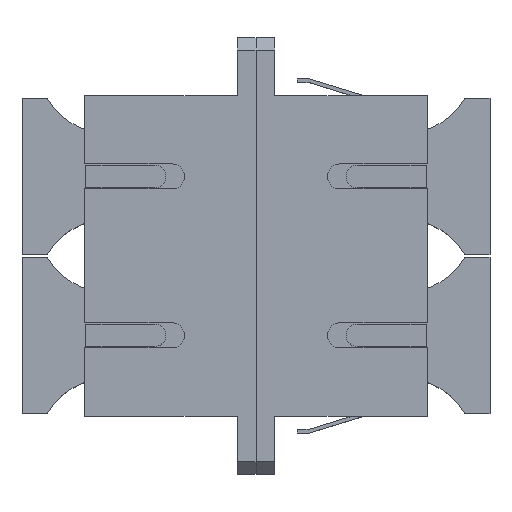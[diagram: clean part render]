
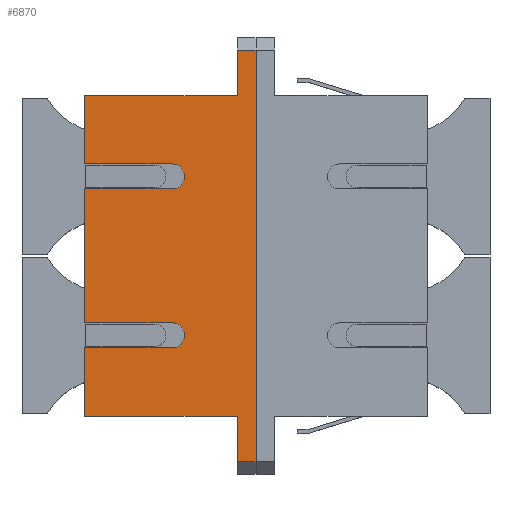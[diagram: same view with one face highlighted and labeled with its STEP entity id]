
A CAD part, top view. The second image highlights one B-rep face of the part: STEP entity #6870.
In plain terms, the highlighted planar face has unit normal (0, 0, 1).
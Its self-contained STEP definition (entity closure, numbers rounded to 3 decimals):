
#26 = VECTOR ( 'NONE', #2911, 1000. ) ;
#62 = AXIS2_PLACEMENT_3D ( 'NONE', #3075, #8029, #3793 ) ;
#69 = CARTESIAN_POINT ( 'NONE',  ( -13.7, 12.8, 4.65 ) ) ;
#121 = CARTESIAN_POINT ( 'NONE',  ( -13.7, 16.45, 4.65 ) ) ;
#148 = DIRECTION ( 'NONE',  ( 1., 0., 0. ) ) ;
#171 = VECTOR ( 'NONE', #4407, 1000. ) ;
#175 = DIRECTION ( 'NONE',  ( 0., -1., 0. ) ) ;
#209 = EDGE_CURVE ( 'NONE', #2251, #2006, #6322, .T. ) ;
#250 = LINE ( 'NONE', #758, #26 ) ;
#382 = CARTESIAN_POINT ( 'NONE',  ( 0., -12.8, 4.65 ) ) ;
#405 = ORIENTED_EDGE ( 'NONE', *, *, #5181, .F. ) ;
#585 = CARTESIAN_POINT ( 'NONE',  ( -13.7, -12.8, 4.65 ) ) ;
#712 = DIRECTION ( 'NONE',  ( 0., 0., 1. ) ) ;
#747 = CARTESIAN_POINT ( 'NONE',  ( -13.7, 5.35, 4.65 ) ) ;
#758 = CARTESIAN_POINT ( 'NONE',  ( -13.7, -5.35, 4.65 ) ) ;
#813 = CARTESIAN_POINT ( 'NONE',  ( -13.7, -12.8, 4.65 ) ) ;
#827 = VECTOR ( 'NONE', #851, 1000. ) ;
#851 = DIRECTION ( 'NONE',  ( -1., 0., 0. ) ) ;
#1060 = VECTOR ( 'NONE', #4679, 1000. ) ;
#1086 = LINE ( 'NONE', #9144, #6742 ) ;
#1094 = VERTEX_POINT ( 'NONE', #7572 ) ;
#1186 = EDGE_CURVE ( 'NONE', #1654, #2201, #1770, .T. ) ;
#1271 = DIRECTION ( 'NONE',  ( 1., 0., 0. ) ) ;
#1289 = LINE ( 'NONE', #382, #1060 ) ;
#1372 = EDGE_CURVE ( 'NONE', #3197, #6881, #3976, .T. ) ;
#1375 = DIRECTION ( 'NONE',  ( 0., -1., 0. ) ) ;
#1540 = DIRECTION ( 'NONE',  ( 1., 0., 0. ) ) ;
#1542 = VECTOR ( 'NONE', #5729, 1000. ) ;
#1654 = VERTEX_POINT ( 'NONE', #4761 ) ;
#1658 = ORIENTED_EDGE ( 'NONE', *, *, #3564, .T. ) ;
#1704 = VERTEX_POINT ( 'NONE', #3380 ) ;
#1717 = AXIS2_PLACEMENT_3D ( 'NONE', #4980, #712, #5708 ) ;
#1762 = ORIENTED_EDGE ( 'NONE', *, *, #209, .F. ) ;
#1770 = LINE ( 'NONE', #585, #9054 ) ;
#2006 = VERTEX_POINT ( 'NONE', #5881 ) ;
#2057 = CARTESIAN_POINT ( 'NONE',  ( -13.7, 5.35, 4.65 ) ) ;
#2146 = AXIS2_PLACEMENT_3D ( 'NONE', #813, #5798, #1540 ) ;
#2170 = CIRCLE ( 'NONE', #6864, 1. ) ;
#2191 = VECTOR ( 'NONE', #6269, 1000. ) ;
#2201 = VERTEX_POINT ( 'NONE', #7816 ) ;
#2251 = VERTEX_POINT ( 'NONE', #69 ) ;
#2301 = CARTESIAN_POINT ( 'NONE',  ( 0., -16.45, 4.65 ) ) ;
#2328 = EDGE_CURVE ( 'NONE', #7957, #8183, #5427, .T. ) ;
#2327 = VECTOR ( 'NONE', #3283, 1000. ) ;
#2381 = EDGE_CURVE ( 'NONE', #2251, #6881, #4977, .T. ) ;
#2481 = LINE ( 'NONE', #7748, #5821 ) ;
#2603 = EDGE_CURVE ( 'NONE', #6473, #3308, #1086, .T. ) ;
#2707 = LINE ( 'NONE', #121, #827 ) ;
#2864 = ORIENTED_EDGE ( 'NONE', *, *, #2381, .T. ) ;
#2911 = DIRECTION ( 'NONE',  ( -1., 0., 0. ) ) ;
#3007 = CARTESIAN_POINT ( 'NONE',  ( -13.7, 7.35, 4.65 ) ) ;
#3075 = CARTESIAN_POINT ( 'NONE',  ( -6.7, 6.35, 4.65 ) ) ;
#3102 = CARTESIAN_POINT ( 'NONE',  ( -6.7, -5.35, 4.65 ) ) ;
#3197 = VERTEX_POINT ( 'NONE', #8451 ) ;
#3251 = CARTESIAN_POINT ( 'NONE',  ( -13.7, 12.8, 4.65 ) ) ;
#3270 = EDGE_CURVE ( 'NONE', #7618, #7957, #8406, .T. ) ;
#3283 = DIRECTION ( 'NONE',  ( 1., 0., 0. ) ) ;
#3308 = VERTEX_POINT ( 'NONE', #5046 ) ;
#3380 = CARTESIAN_POINT ( 'NONE',  ( -1.5, 16.45, 4.65 ) ) ;
#3483 = AXIS2_PLACEMENT_3D ( 'NONE', #8679, #4451, #148 ) ;
#3564 = EDGE_CURVE ( 'NONE', #2201, #7301, #4077, .T. ) ;
#3583 = VERTEX_POINT ( 'NONE', #7677 ) ;
#3743 = CIRCLE ( 'NONE', #3483, 1. ) ;
#3742 = CARTESIAN_POINT ( 'NONE',  ( -1.5, -17.45, 4.65 ) ) ;
#3793 = DIRECTION ( 'NONE',  ( -1., 0., 0. ) ) ;
#3795 = CARTESIAN_POINT ( 'NONE',  ( -6.7, -6.35, 4.65 ) ) ;
#3822 = EDGE_CURVE ( 'NONE', #3583, #3931, #3743, .T. ) ;
#3931 = VERTEX_POINT ( 'NONE', #3102 ) ;
#3976 = LINE ( 'NONE', #3007, #171 ) ;
#3984 = ORIENTED_EDGE ( 'NONE', *, *, #2603, .F. ) ;
#4077 = LINE ( 'NONE', #6238, #2191 ) ;
#4085 = VERTEX_POINT ( 'NONE', #6827 ) ;
#4161 = VECTOR ( 'NONE', #175, 1000. ) ;
#4226 = EDGE_CURVE ( 'NONE', #7618, #1094, #6064, .T. ) ;
#4291 = EDGE_CURVE ( 'NONE', #8183, #3197, #5401, .T. ) ;
#4401 = CARTESIAN_POINT ( 'NONE',  ( -13.7, 7.35, 4.65 ) ) ;
#4407 = DIRECTION ( 'NONE',  ( -1., 0., 0. ) ) ;
#4411 = VECTOR ( 'NONE', #6320, 1000. ) ;
#4451 = DIRECTION ( 'NONE',  ( 0., 0., 1. ) ) ;
#4515 = DIRECTION ( 'NONE',  ( 1., 0., 0. ) ) ;
#4536 = EDGE_CURVE ( 'NONE', #4085, #5154, #1289, .T. ) ;
#4577 = DIRECTION ( 'NONE',  ( 0., -1., 0. ) ) ;
#4679 = DIRECTION ( 'NONE',  ( 0., -1., 0. ) ) ;
#4761 = CARTESIAN_POINT ( 'NONE',  ( -13.7, -12.8, 4.65 ) ) ;
#4809 = CARTESIAN_POINT ( 'NONE',  ( -13.7, -16.45, 4.65 ) ) ;
#4935 = DIRECTION ( 'NONE',  ( 1., 0., 0. ) ) ;
#4977 = LINE ( 'NONE', #7365, #8748 ) ;
#4980 = CARTESIAN_POINT ( 'NONE',  ( -6.7, 6.35, 4.65 ) ) ;
#4982 = ORIENTED_EDGE ( 'NONE', *, *, #6488, .T. ) ;
#5046 = CARTESIAN_POINT ( 'NONE',  ( -6.7, -7.35, 4.65 ) ) ;
#5080 = PLANE ( 'NONE',  #2146 ) ;
#5154 = VERTEX_POINT ( 'NONE', #2301 ) ;
#5177 = VECTOR ( 'NONE', #1271, 1000. ) ;
#5181 = EDGE_CURVE ( 'NONE', #3308, #3583, #2170, .T. ) ;
#5316 = EDGE_LOOP ( 'NONE', ( #5545, #9062, #8644, #6546, #8186, #7973, #6092, #405, #3984, #9172, #7303, #1658, #8844, #8749, #9048, #4982, #1762, #2864 ) ) ;
#5401 = CIRCLE ( 'NONE', #1717, 1. ) ;
#5427 = CIRCLE ( 'NONE', #62, 1. ) ;
#5475 = EDGE_CURVE ( 'NONE', #7301, #5154, #8918, .T. ) ;
#5527 = CARTESIAN_POINT ( 'NONE',  ( -5.7, 6.35, 4.65 ) ) ;
#5545 = ORIENTED_EDGE ( 'NONE', *, *, #1372, .F. ) ;
#5658 = EDGE_CURVE ( 'NONE', #3931, #1094, #250, .T. ) ;
#5708 = DIRECTION ( 'NONE',  ( -1., 0., 0. ) ) ;
#5729 = DIRECTION ( 'NONE',  ( 1., 0., 0. ) ) ;
#5798 = DIRECTION ( 'NONE',  ( 0., 0., 1. ) ) ;
#5821 = VECTOR ( 'NONE', #1375, 1000. ) ;
#5881 = CARTESIAN_POINT ( 'NONE',  ( -1.5, 12.8, 4.65 ) ) ;
#6001 = CARTESIAN_POINT ( 'NONE',  ( -6.7, 5.35, 4.65 ) ) ;
#6049 = LINE ( 'NONE', #3742, #4161 ) ;
#6064 = LINE ( 'NONE', #7013, #4411 ) ;
#6092 = ORIENTED_EDGE ( 'NONE', *, *, #3822, .F. ) ;
#6238 = CARTESIAN_POINT ( 'NONE',  ( -1.5, -17.45, 4.65 ) ) ;
#6269 = DIRECTION ( 'NONE',  ( 0., -1., 0. ) ) ;
#6320 = DIRECTION ( 'NONE',  ( 0., -1., 0. ) ) ;
#6322 = LINE ( 'NONE', #3251, #2327 ) ;
#6428 = EDGE_CURVE ( 'NONE', #4085, #1704, #2707, .T. ) ;
#6473 = VERTEX_POINT ( 'NONE', #7273 ) ;
#6488 = EDGE_CURVE ( 'NONE', #1704, #2006, #6049, .T. ) ;
#6546 = ORIENTED_EDGE ( 'NONE', *, *, #3270, .F. ) ;
#6742 = VECTOR ( 'NONE', #4935, 1000. ) ;
#6827 = CARTESIAN_POINT ( 'NONE',  ( 0., 16.45, 4.65 ) ) ;
#6864 = AXIS2_PLACEMENT_3D ( 'NONE', #3795, #8742, #4515 ) ;
#6870 = ADVANCED_FACE ( 'NONE', ( #8361 ), #5080, .T. ) ;
#6881 = VERTEX_POINT ( 'NONE', #4401 ) ;
#7013 = CARTESIAN_POINT ( 'NONE',  ( -13.7, -12.8, 4.65 ) ) ;
#7273 = CARTESIAN_POINT ( 'NONE',  ( -13.7, -7.35, 4.65 ) ) ;
#7301 = VERTEX_POINT ( 'NONE', #9067 ) ;
#7303 = ORIENTED_EDGE ( 'NONE', *, *, #1186, .T. ) ;
#7360 = EDGE_CURVE ( 'NONE', #6473, #1654, #2481, .T. ) ;
#7365 = CARTESIAN_POINT ( 'NONE',  ( -13.7, -12.8, 4.65 ) ) ;
#7572 = CARTESIAN_POINT ( 'NONE',  ( -13.7, -5.35, 4.65 ) ) ;
#7618 = VERTEX_POINT ( 'NONE', #2057 ) ;
#7677 = CARTESIAN_POINT ( 'NONE',  ( -5.7, -6.35, 4.65 ) ) ;
#7748 = CARTESIAN_POINT ( 'NONE',  ( -13.7, -12.8, 4.65 ) ) ;
#7816 = CARTESIAN_POINT ( 'NONE',  ( -1.5, -12.8, 4.65 ) ) ;
#7957 = VERTEX_POINT ( 'NONE', #6001 ) ;
#7973 = ORIENTED_EDGE ( 'NONE', *, *, #5658, .F. ) ;
#8029 = DIRECTION ( 'NONE',  ( 0., 0., 1. ) ) ;
#8183 = VERTEX_POINT ( 'NONE', #5527 ) ;
#8186 = ORIENTED_EDGE ( 'NONE', *, *, #4226, .T. ) ;
#8361 = FACE_OUTER_BOUND ( 'NONE', #5316, .T. ) ;
#8406 = LINE ( 'NONE', #747, #1542 ) ;
#8451 = CARTESIAN_POINT ( 'NONE',  ( -6.7, 7.35, 4.65 ) ) ;
#8644 = ORIENTED_EDGE ( 'NONE', *, *, #2328, .F. ) ;
#8679 = CARTESIAN_POINT ( 'NONE',  ( -6.7, -6.35, 4.65 ) ) ;
#8742 = DIRECTION ( 'NONE',  ( 0., 0., 1. ) ) ;
#8748 = VECTOR ( 'NONE', #4577, 1000. ) ;
#8749 = ORIENTED_EDGE ( 'NONE', *, *, #4536, .F. ) ;
#8844 = ORIENTED_EDGE ( 'NONE', *, *, #5475, .T. ) ;
#8918 = LINE ( 'NONE', #4809, #5177 ) ;
#9048 = ORIENTED_EDGE ( 'NONE', *, *, #6428, .T. ) ;
#9054 = VECTOR ( 'NONE', #9116, 1000. ) ;
#9062 = ORIENTED_EDGE ( 'NONE', *, *, #4291, .F. ) ;
#9067 = CARTESIAN_POINT ( 'NONE',  ( -1.5, -16.45, 4.65 ) ) ;
#9116 = DIRECTION ( 'NONE',  ( 1., 0., 0. ) ) ;
#9144 = CARTESIAN_POINT ( 'NONE',  ( -13.7, -7.35, 4.65 ) ) ;
#9172 = ORIENTED_EDGE ( 'NONE', *, *, #7360, .T. ) ;
